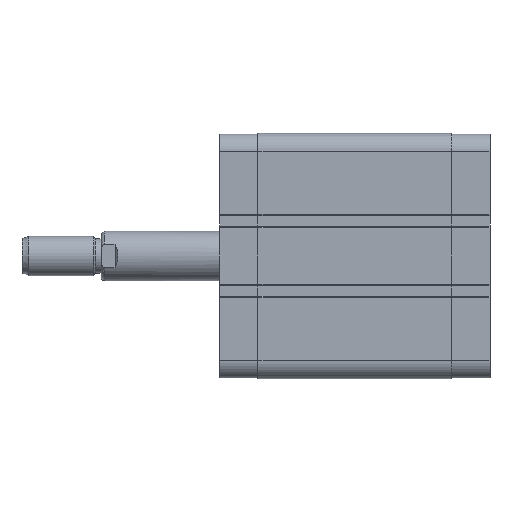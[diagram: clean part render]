
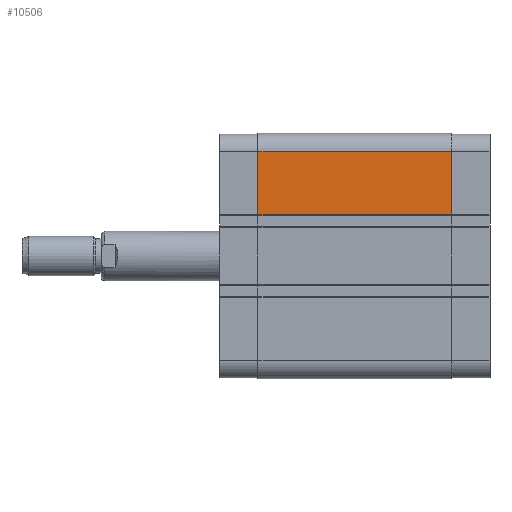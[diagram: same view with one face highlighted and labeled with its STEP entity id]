
A CAD part, left-side view. The second image highlights one B-rep face of the part: STEP entity #10506.
In plain terms, the highlighted planar face has unit normal (-1, 0, 0).
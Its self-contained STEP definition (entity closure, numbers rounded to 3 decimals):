
#6970=CARTESIAN_POINT('',(-62.,49.0,20.75));
#6971=VERTEX_POINT('',#6970);
#6979=CARTESIAN_POINT('',(-62.,49.0,53.));
#6980=VERTEX_POINT('',#6979);
#6981=CARTESIAN_POINT('',(-62.,49.0,53.));
#6982=DIRECTION('',(0.0,0.0,-1.0));
#6983=VECTOR('',#6982,32.25);
#6984=LINE('',#6981,#6983);
#6985=EDGE_CURVE('',#6980,#6971,#6984,.T.);
#9174=CARTESIAN_POINT('',(-62.,-49.0,53.));
#9175=VERTEX_POINT('',#9174);
#9183=CARTESIAN_POINT('',(-62.,-49.0,20.75));
#9184=VERTEX_POINT('',#9183);
#9185=CARTESIAN_POINT('',(-62.,-49.0,20.75));
#9186=DIRECTION('',(0.0,0.0,1.0));
#9187=VECTOR('',#9186,32.25);
#9188=LINE('',#9185,#9187);
#9189=EDGE_CURVE('',#9184,#9175,#9188,.T.);
#10479=CARTESIAN_POINT('',(-62.,-49.0,53.));
#10480=DIRECTION('',(0.0,1.0,0.0));
#10481=VECTOR('',#10480,98.0);
#10482=LINE('',#10479,#10481);
#10483=EDGE_CURVE('',#9175,#6980,#10482,.T.);
#10490=CARTESIAN_POINT('',(-62.,0.0,53.));
#10491=DIRECTION('',(-1.0,0.0,0.0));
#10492=DIRECTION('',(0.0,0.0,1.0));
#10493=AXIS2_PLACEMENT_3D('',#10490,#10491,#10492);
#10494=PLANE('',#10493);
#10495=ORIENTED_EDGE('',*,*,#6985,.T.);
#10496=CARTESIAN_POINT('',(-62.,-49.0,20.75));
#10497=DIRECTION('',(0.0,1.0,0.0));
#10498=VECTOR('',#10497,98.0);
#10499=LINE('',#10496,#10498);
#10500=EDGE_CURVE('',#9184,#6971,#10499,.T.);
#10501=ORIENTED_EDGE('',*,*,#10500,.F.);
#10502=ORIENTED_EDGE('',*,*,#9189,.T.);
#10503=ORIENTED_EDGE('',*,*,#10483,.T.);
#10504=EDGE_LOOP('',(#10495,#10501,#10502,#10503));
#10505=FACE_OUTER_BOUND('',#10504,.T.);
#10506=ADVANCED_FACE('',(#10505),#10494,.T.);
